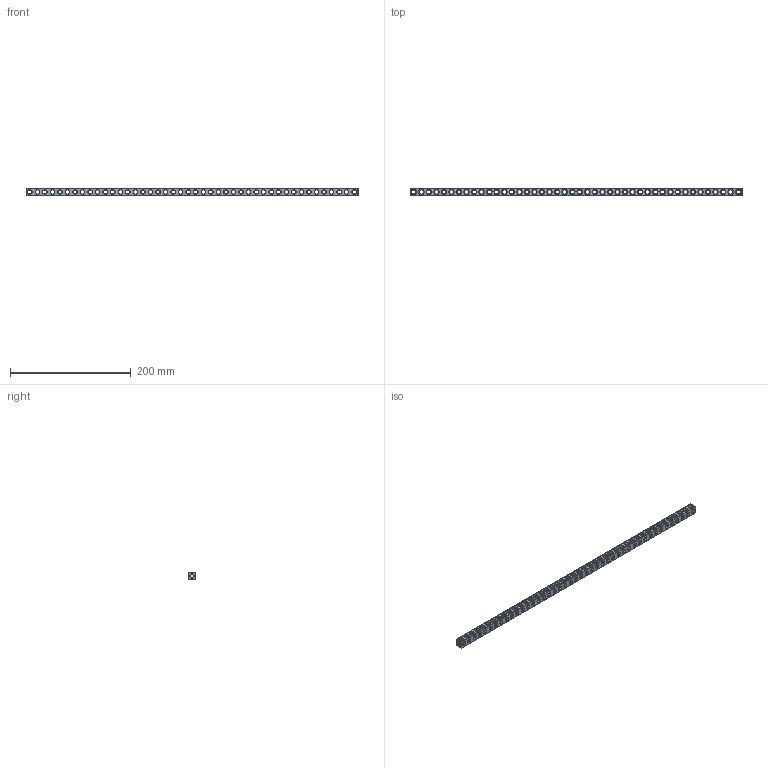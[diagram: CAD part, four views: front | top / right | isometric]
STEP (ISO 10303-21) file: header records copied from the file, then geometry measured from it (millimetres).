
FILE_DESCRIPTION(('FreeCAD Model'),'2;1');
FILE_NAME('Open CASCADE Shape Model','2021-05-30T22:40:11',( 'Paulo Kiefe'),('STEMFIE.org'),'Open CASCADE STEP processor 7.4', 'FreeCAD','Unknown');
FILE_SCHEMA(('AUTOMOTIVE_DESIGN { 1 0 10303 214 1 1 1 1 }'));
Products named in the file (1): Beam_STR_ESS_BU44x01x01_-_SPN-BEM-0081_(stemfie.org)
Bounding box: 550 x 12.5 x 12.5 mm (x, y, z)
Volume: 42953.4 mm3; surface area: 38360.7 mm2
Topology: 1 solids, 1 shells, 939 faces, 3100 edges, 2066 vertices
Faces by surface type: plane 378, cylinder 265, cone 178, extrusion 118
Full cylindrical faces by diameter (mm): 7 x221, 9.2 x44
Entity records: 90052 total; most frequent: CARTESIAN_POINT 32209, DIRECTION 9815, ORIENTED_EDGE 6200, PCURVE 6200, DEFINITIONAL_REPRESENTATION 6200, VECTOR 5214, LINE 5096, EDGE_CURVE 3100
